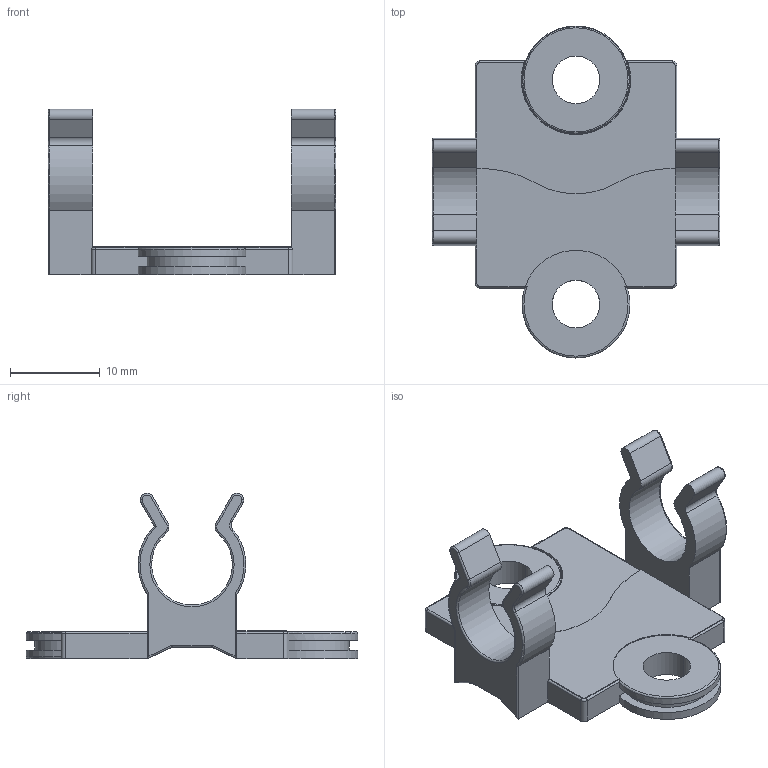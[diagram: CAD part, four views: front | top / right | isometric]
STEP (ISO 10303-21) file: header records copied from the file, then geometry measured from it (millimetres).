
FILE_DESCRIPTION((''),'2;1');
FILE_NAME('CAD-6698_ASM','2019-08-28T08:28:33',('creinig-se'),(''),'CREO PARAMETRIC BY PTC INC, 2018420','CREO PARAMETRIC BY PTC INC, 2018420','');
FILE_SCHEMA(('CONFIG_CONTROL_DESIGN','SHAPE_APPEARANCE_LAYERS_GROUPS'));
Length unit declared in the file: millimetre
Products named in the file (3): VOLUMENK_X_F6RPER1_1; VOLUMENK_X_F6RPER2_1; CAD-6698_ASM
Assembly tree (2 placements, depth 2):
  CAD-6698_ASM
    VOLUMENK_X_F6RPER1_1
    VOLUMENK_X_F6RPER2_1
Bounding box: 32.1 x 37 x 18.45 mm (x, y, z)
Volume: 2431 mm3; surface area: 3295 mm2
Topology: 2 solids, 2 shells, 188 faces, 527 edges, 348 vertices
Faces by surface type: plane 76, cylinder 70, torus 29, cone 13
Entity records: 7997 total; most frequent: CARTESIAN_POINT 1281, DIRECTION 1086, ORIENTED_EDGE 1054, PRESENTATION_STYLE_ASSIGNMENT 533, STYLED_ITEM 532, CURVE_STYLE 530, EDGE_CURVE 527, AXIS2_PLACEMENT_3D 410
